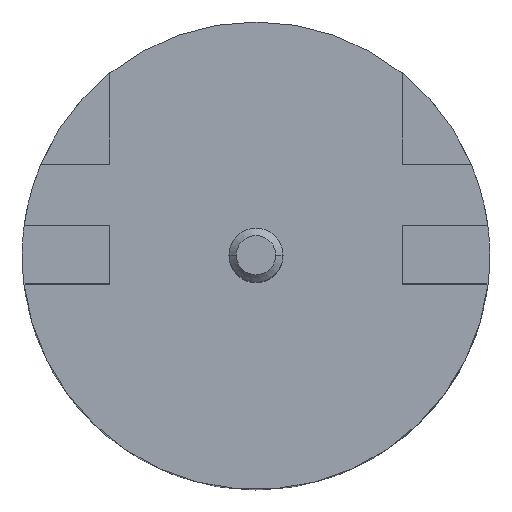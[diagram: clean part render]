
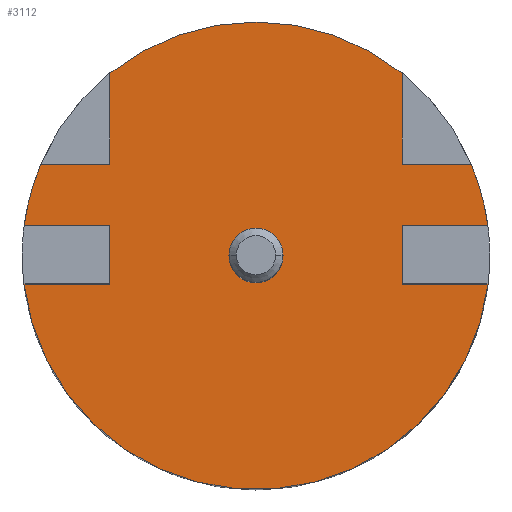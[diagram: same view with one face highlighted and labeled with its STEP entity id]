
A CAD part, top view. The second image highlights one B-rep face of the part: STEP entity #3112.
In plain terms, the highlighted planar face has unit normal (0, 0, 1).
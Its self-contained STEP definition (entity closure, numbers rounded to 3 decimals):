
#1185=CARTESIAN_POINT('',(0.,0.,13.84));
#1186=DIRECTION('',(0.,0.,1.));
#1187=DIRECTION('',(0.992,0.128,0.));
#1188=AXIS2_PLACEMENT_3D('',#1185,#1186,#1187);
#1207=CARTESIAN_POINT('',(0.,0.,13.84));
#1208=DIRECTION('',(0.,0.,1.));
#1209=DIRECTION('',(0.625,0.781,0.));
#1210=AXIS2_PLACEMENT_3D('',#1207,#1208,#1209);
#1229=CARTESIAN_POINT('',(0.,0.,13.84));
#1230=DIRECTION('',(0.,0.,1.));
#1231=DIRECTION('',(-0.921,0.39,0.));
#1232=AXIS2_PLACEMENT_3D('',#1229,#1230,#1231);
#1266=CARTESIAN_POINT('',(0.,0.,13.84));
#1267=DIRECTION('',(0.,0.,1.));
#1268=DIRECTION('',(-0.992,-0.123,0.));
#1269=AXIS2_PLACEMENT_3D('',#1266,#1267,#1268);
#1399=DIRECTION('',(1.,0.,0.));
#1400=VECTOR('',#1399,1.467);
#1401=CARTESIAN_POINT('',(2.5,0.51,13.84));
#1402=LINE('',#1401,#1400);
#1406=DIRECTION('',(0.,1.,0.));
#1407=VECTOR('',#1406,1.);
#1408=CARTESIAN_POINT('',(2.5,-0.49,13.84));
#1409=LINE('',#1408,#1407);
#1413=DIRECTION('',(-1.,0.,0.));
#1414=VECTOR('',#1413,1.47);
#1415=CARTESIAN_POINT('',(3.97,-0.49,13.84));
#1416=LINE('',#1415,#1414);
#1420=DIRECTION('',(-1.,0.,0.));
#1421=VECTOR('',#1420,1.47);
#1422=CARTESIAN_POINT('',(-2.5,-0.49,13.84));
#1423=LINE('',#1422,#1421);
#1427=DIRECTION('',(0.,-1.,0.));
#1428=VECTOR('',#1427,1.);
#1429=CARTESIAN_POINT('',(-2.5,0.51,13.84));
#1430=LINE('',#1429,#1428);
#1434=DIRECTION('',(1.,0.,0.));
#1435=VECTOR('',#1434,1.467);
#1436=CARTESIAN_POINT('',(-3.967,0.51,13.84));
#1437=LINE('',#1436,#1435);
#1441=DIRECTION('',(-1.,0.,0.));
#1442=VECTOR('',#1441,1.183);
#1443=CARTESIAN_POINT('',(-2.5,1.56,13.84));
#1444=LINE('',#1443,#1442);
#1448=DIRECTION('',(0.,-1.,0.));
#1449=VECTOR('',#1448,1.562);
#1450=CARTESIAN_POINT('',(-2.5,3.122,13.84));
#1451=LINE('',#1450,#1449);
#1455=DIRECTION('',(0.,1.,0.));
#1456=VECTOR('',#1455,1.562);
#1457=CARTESIAN_POINT('',(2.5,1.56,13.84));
#1458=LINE('',#1457,#1456);
#1462=DIRECTION('',(-1.,0.,0.));
#1463=VECTOR('',#1462,1.183);
#1464=CARTESIAN_POINT('',(3.683,1.56,13.84));
#1465=LINE('',#1464,#1463);
#1469=CARTESIAN_POINT('',(0.,0.,13.84));
#1470=DIRECTION('',(0.,0.,1.));
#1471=DIRECTION('',(-1.,0.,0.));
#1472=AXIS2_PLACEMENT_3D('',#1469,#1470,#1471);
#1477=CARTESIAN_POINT('',(0.,0.,13.84));
#1478=DIRECTION('',(0.,0.,1.));
#1479=DIRECTION('',(1.,0.,0.));
#1480=AXIS2_PLACEMENT_3D('',#1477,#1478,#1479);
#1894=CARTESIAN_POINT('',(2.5,-0.49,13.84));
#1895=CARTESIAN_POINT('',(2.5,0.51,13.84));
#1896=VERTEX_POINT('',#1894);
#1897=VERTEX_POINT('',#1895);
#1898=CARTESIAN_POINT('',(-2.5,0.51,13.84));
#1899=CARTESIAN_POINT('',(-2.5,-0.49,13.84));
#1900=VERTEX_POINT('',#1898);
#1901=VERTEX_POINT('',#1899);
#1930=CARTESIAN_POINT('',(3.967,0.51,13.84));
#1931=CARTESIAN_POINT('',(3.683,1.56,13.84));
#1932=VERTEX_POINT('',#1930);
#1933=VERTEX_POINT('',#1931);
#1934=CARTESIAN_POINT('',(2.5,3.122,13.84));
#1935=CARTESIAN_POINT('',(-2.5,3.122,13.84));
#1936=VERTEX_POINT('',#1934);
#1937=VERTEX_POINT('',#1935);
#1938=CARTESIAN_POINT('',(-3.683,1.56,13.84));
#1939=CARTESIAN_POINT('',(-3.967,0.51,13.84));
#1940=VERTEX_POINT('',#1938);
#1941=VERTEX_POINT('',#1939);
#1942=CARTESIAN_POINT('',(-3.97,-0.49,13.84));
#1943=CARTESIAN_POINT('',(3.97,-0.49,13.84));
#1944=VERTEX_POINT('',#1942);
#1945=VERTEX_POINT('',#1943);
#1950=CARTESIAN_POINT('',(2.5,1.56,13.84));
#1951=VERTEX_POINT('',#1950);
#1952=CARTESIAN_POINT('',(-2.5,1.56,13.84));
#1953=VERTEX_POINT('',#1952);
#2030=CARTESIAN_POINT('',(-0.464,0.,13.84));
#2031=CARTESIAN_POINT('',(0.464,0.,13.84));
#2032=VERTEX_POINT('',#2030);
#2033=VERTEX_POINT('',#2031);
#3076=CARTESIAN_POINT('',(0.,0.,13.84));
#3077=DIRECTION('',(0.,0.,1.));
#3078=DIRECTION('',(1.,0.,0.));
#3079=AXIS2_PLACEMENT_3D('',#3076,#3077,#3078);
#3080=PLANE('',#3079);
#3081=ORIENTED_EDGE('',*,*,#2956,.F.);
#3083=ORIENTED_EDGE('',*,*,#3082,.F.);
#3085=ORIENTED_EDGE('',*,*,#3084,.F.);
#3086=ORIENTED_EDGE('',*,*,#3069,.F.);
#3087=ORIENTED_EDGE('',*,*,#2994,.F.);
#3089=ORIENTED_EDGE('',*,*,#3088,.F.);
#3091=ORIENTED_EDGE('',*,*,#3090,.F.);
#3093=ORIENTED_EDGE('',*,*,#3092,.F.);
#3094=ORIENTED_EDGE('',*,*,#2972,.F.);
#3096=ORIENTED_EDGE('',*,*,#3095,.F.);
#3098=ORIENTED_EDGE('',*,*,#3097,.F.);
#3099=ORIENTED_EDGE('',*,*,#2964,.F.);
#3101=ORIENTED_EDGE('',*,*,#3100,.F.);
#3103=ORIENTED_EDGE('',*,*,#3102,.F.);
#3104=EDGE_LOOP('',(#3081,#3083,#3085,#3086,#3087,#3089,#3091,#3093,#3094,#3096,
#3098,#3099,#3101,#3103));
#3105=FACE_OUTER_BOUND('',#3104,.F.);
#3107=ORIENTED_EDGE('',*,*,#3106,.T.);
#3109=ORIENTED_EDGE('',*,*,#3108,.T.);
#3110=EDGE_LOOP('',(#3107,#3109));
#3111=FACE_BOUND('',#3110,.F.);
#1189=CIRCLE('',#1188,4.);
#1211=CIRCLE('',#1210,4.);
#1233=CIRCLE('',#1232,4.);
#1270=CIRCLE('',#1269,4.);
#1473=CIRCLE('',#1472,0.464);
#1481=CIRCLE('',#1480,0.464);
#2956=EDGE_CURVE('',#1932,#1933,#1189,.T.);
#2964=EDGE_CURVE('',#1936,#1937,#1211,.T.);
#2972=EDGE_CURVE('',#1940,#1941,#1233,.T.);
#2994=EDGE_CURVE('',#1944,#1945,#1270,.T.);
#3069=EDGE_CURVE('',#1945,#1896,#1416,.T.);
#3082=EDGE_CURVE('',#1897,#1932,#1402,.T.);
#3084=EDGE_CURVE('',#1896,#1897,#1409,.T.);
#3088=EDGE_CURVE('',#1901,#1944,#1423,.T.);
#3090=EDGE_CURVE('',#1900,#1901,#1430,.T.);
#3092=EDGE_CURVE('',#1941,#1900,#1437,.T.);
#3095=EDGE_CURVE('',#1953,#1940,#1444,.T.);
#3097=EDGE_CURVE('',#1937,#1953,#1451,.T.);
#3100=EDGE_CURVE('',#1951,#1936,#1458,.T.);
#3102=EDGE_CURVE('',#1933,#1951,#1465,.T.);
#3106=EDGE_CURVE('',#2032,#2033,#1473,.T.);
#3108=EDGE_CURVE('',#2033,#2032,#1481,.T.);
#3112=ADVANCED_FACE('',(#3105,#3111),#3080,.T.);
